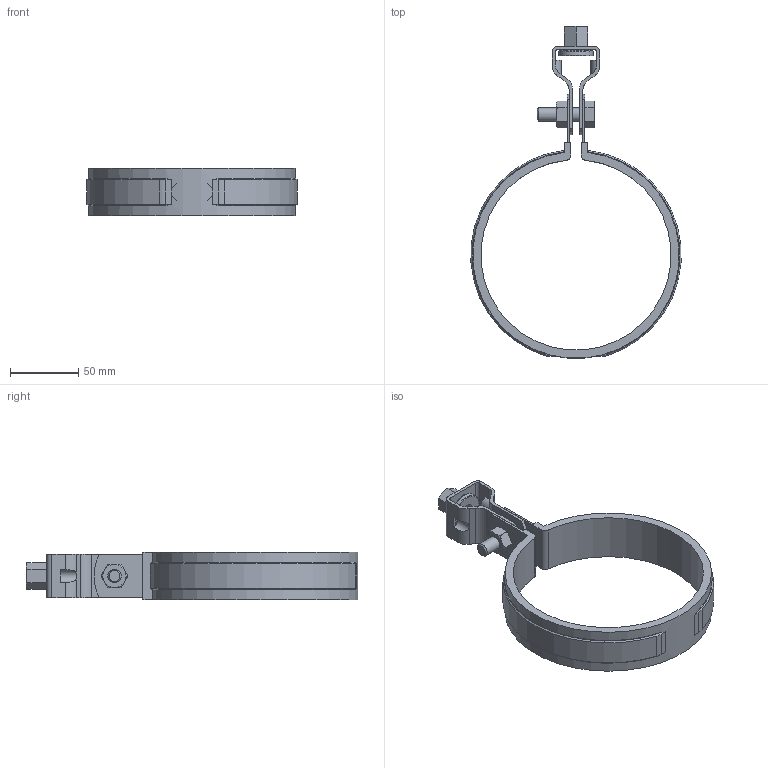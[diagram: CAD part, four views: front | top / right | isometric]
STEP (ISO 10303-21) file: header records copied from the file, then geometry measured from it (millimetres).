
FILE_DESCRIPTION( ( 'STEP AP203' ), '1' );
FILE_NAME( '125A.step', '2022-07-01T09:34:27', ( ' ' ), ( ' ' ), 'XStep 1.0', ' ', ' ' );
FILE_SCHEMA( ( 'CONFIG_CONTROL_DESIGN' ) );
Length unit declared in the file: millimetre
Products named in the file (6): 1; 2; 3; 4; 5; 6
Bounding box: 154.43 x 243.91 x 35 mm (x, y, z)
Volume: 21739.1 mm3; surface area: 112182 mm2
Topology: 4 solids, 6 shells, 169 faces, 509 edges, 344 vertices
Faces by surface type: plane 80, cylinder 67, cone 18, bspline 2, torus 2
Full cylindrical faces by diameter (mm): 8.376 x1, 10 x1, 10.25 x1, 11 x2, 13 x2, 21 x1, 25 x1
Entity records: 10024 total; most frequent: CARTESIAN_POINT 5271, ORIENTED_EDGE 976, DIRECTION 874, EDGE_CURVE 488, VERTEX_POINT 338, AXIS2_PLACEMENT_3D 319, LINE 236, VECTOR 236
